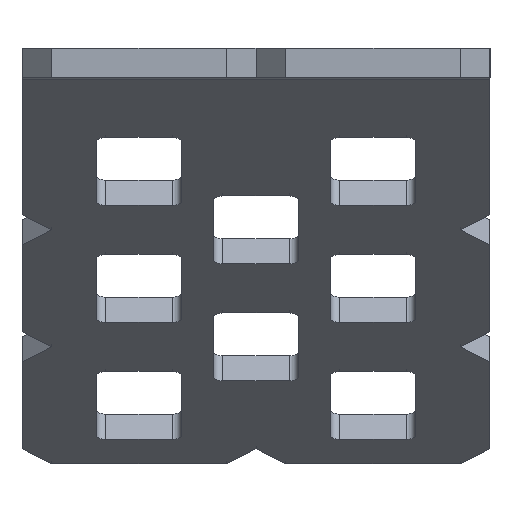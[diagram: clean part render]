
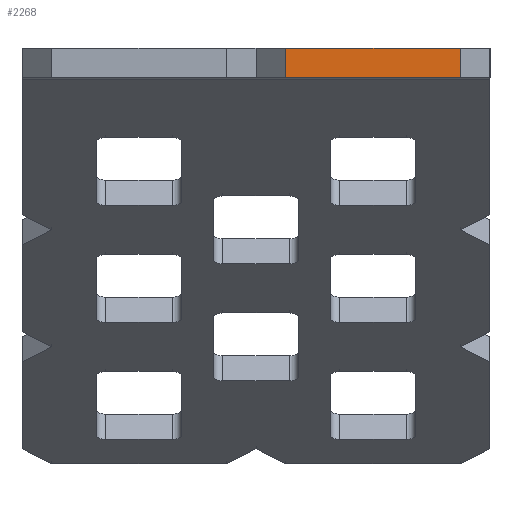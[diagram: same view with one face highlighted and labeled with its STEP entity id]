
A CAD part, left-side view. The second image highlights one B-rep face of the part: STEP entity #2268.
In plain terms, the highlighted planar face has unit normal (-1, 0, 0).
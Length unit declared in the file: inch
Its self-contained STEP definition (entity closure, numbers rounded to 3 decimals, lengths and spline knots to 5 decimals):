
#178 = CARTESIAN_POINT ( 'NONE',  ( -0.8265, -0.5, 0. ) ) ;
#277 = ORIENTED_EDGE ( 'NONE', *, *, #1829, .T. ) ;
#763 = CARTESIAN_POINT ( 'NONE',  ( -0.8265, -0.064, 0.062 ) ) ;
#1100 = CARTESIAN_POINT ( 'NONE',  ( -0.8265, -0.5, 0. ) ) ;
#1401 = CARTESIAN_POINT ( 'NONE',  ( -0.8265, -0.436, 0.062 ) ) ;
#1469 = PLANE ( 'NONE',  #5186 ) ;
#1677 = CARTESIAN_POINT ( 'NONE',  ( -0.8265, -0.436, 0. ) ) ;
#1737 = VECTOR ( 'NONE', #4906, 39.37008 ) ;
#1829 = EDGE_CURVE ( 'NONE', #5666, #2165, #4334, .T. ) ;
#2165 = VERTEX_POINT ( 'NONE', #4030 ) ;
#2185 = VECTOR ( 'NONE', #3789, 39.37008 ) ;
#2268 = ADVANCED_FACE ( 'NONE', ( #2401 ), #1469, .T. ) ;
#2401 = FACE_OUTER_BOUND ( 'NONE', #3793, .T. ) ;
#2572 = LINE ( 'NONE', #3385, #3115 ) ;
#2756 = EDGE_CURVE ( 'NONE', #5666, #5500, #2572, .T. ) ;
#3058 = CARTESIAN_POINT ( 'NONE',  ( -0.8265, -0.064, 0.062 ) ) ;
#3068 = LINE ( 'NONE', #1677, #4430 ) ;
#3115 = VECTOR ( 'NONE', #5707, 39.37008 ) ;
#3385 = CARTESIAN_POINT ( 'NONE',  ( -0.8265, -0.5, 0.062 ) ) ;
#3393 = LINE ( 'NONE', #1100, #2185 ) ;
#3489 = DIRECTION ( 'NONE',  ( 0., 0., 1. ) ) ;
#3669 = EDGE_CURVE ( 'NONE', #5517, #5500, #3068, .T. ) ;
#3695 = ORIENTED_EDGE ( 'NONE', *, *, #2756, .F. ) ;
#3761 = DIRECTION ( 'NONE',  ( -1., 0., 0. ) ) ;
#3789 = DIRECTION ( 'NONE',  ( 0., -1., 0. ) ) ;
#3793 = EDGE_LOOP ( 'NONE', ( #277, #4599, #5561, #3695 ) ) ;
#4030 = CARTESIAN_POINT ( 'NONE',  ( -0.8265, -0.064, 0. ) ) ;
#4248 = CARTESIAN_POINT ( 'NONE',  ( -0.8265, -0.436, 0. ) ) ;
#4334 = LINE ( 'NONE', #763, #1737 ) ;
#4430 = VECTOR ( 'NONE', #3489, 39.37008 ) ;
#4599 = ORIENTED_EDGE ( 'NONE', *, *, #5117, .T. ) ;
#4906 = DIRECTION ( 'NONE',  ( 0., 0., -1. ) ) ;
#5117 = EDGE_CURVE ( 'NONE', #2165, #5517, #3393, .T. ) ;
#5186 = AXIS2_PLACEMENT_3D ( 'NONE', #178, #3761, #5238 ) ;
#5238 = DIRECTION ( 'NONE',  ( 0., 0., 1. ) ) ;
#5500 = VERTEX_POINT ( 'NONE', #1401 ) ;
#5517 = VERTEX_POINT ( 'NONE', #4248 ) ;
#5561 = ORIENTED_EDGE ( 'NONE', *, *, #3669, .T. ) ;
#5666 = VERTEX_POINT ( 'NONE', #3058 ) ;
#5707 = DIRECTION ( 'NONE',  ( 0., -1., 0. ) ) ;
